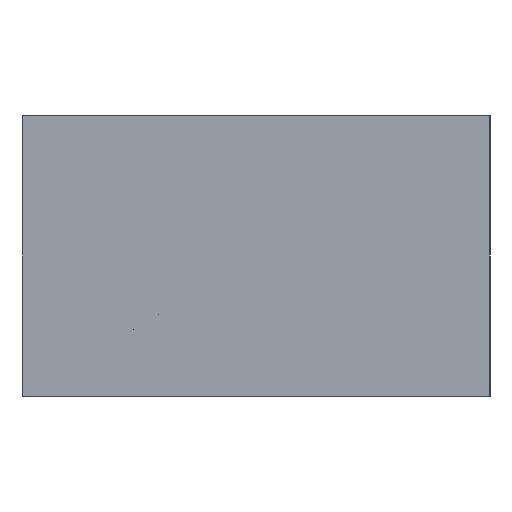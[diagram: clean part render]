
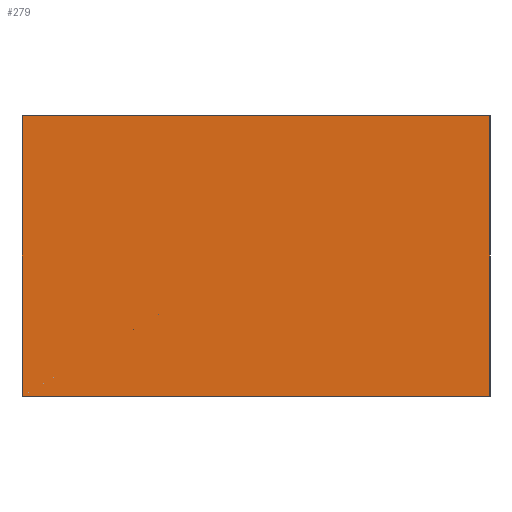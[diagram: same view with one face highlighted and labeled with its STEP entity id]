
A CAD part, left-side view. The second image highlights one B-rep face of the part: STEP entity #279.
In plain terms, the highlighted planar face has unit normal (-1, 0, 0).
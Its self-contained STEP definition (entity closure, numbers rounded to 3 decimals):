
#37=FACE_OUTER_BOUND('',#53,.T.);
#53=EDGE_LOOP('',(#205,#206,#207,#208));
#75=LINE('',#451,#107);
#76=LINE('',#454,#108);
#77=LINE('',#456,#109);
#78=LINE('',#457,#110);
#107=VECTOR('',#367,10.);
#108=VECTOR('',#370,10.);
#109=VECTOR('',#371,10.);
#110=VECTOR('',#372,10.);
#137=VERTEX_POINT('',#447);
#138=VERTEX_POINT('',#449);
#139=VERTEX_POINT('',#453);
#140=VERTEX_POINT('',#455);
#165=EDGE_CURVE('',#137,#138,#75,.T.);
#166=EDGE_CURVE('',#139,#137,#76,.T.);
#167=EDGE_CURVE('',#140,#138,#77,.T.);
#168=EDGE_CURVE('',#139,#140,#78,.T.);
#205=ORIENTED_EDGE('',*,*,#166,.T.);
#206=ORIENTED_EDGE('',*,*,#165,.T.);
#207=ORIENTED_EDGE('',*,*,#167,.F.);
#208=ORIENTED_EDGE('',*,*,#168,.F.);
#264=PLANE('',#324);
#279=ADVANCED_FACE('',(#37),#264,.T.);
#324=AXIS2_PLACEMENT_3D('',#452,#368,#369);
#367=DIRECTION('',(0.,0.,1.));
#368=DIRECTION('center_axis',(-1.,0.,0.));
#369=DIRECTION('ref_axis',(0.,-1.,0.));
#370=DIRECTION('',(0.,-1.,0.));
#371=DIRECTION('',(0.,-1.,0.));
#372=DIRECTION('',(0.,0.,1.));
#447=CARTESIAN_POINT('',(0.,0.,0.));
#449=CARTESIAN_POINT('',(0.,0.,30.));
#451=CARTESIAN_POINT('',(0.,0.,0.));
#452=CARTESIAN_POINT('Origin',(0.,50.,0.));
#453=CARTESIAN_POINT('',(0.,50.,0.));
#454=CARTESIAN_POINT('',(0.,50.,0.));
#455=CARTESIAN_POINT('',(0.,50.,30.));
#456=CARTESIAN_POINT('',(0.,50.,30.));
#457=CARTESIAN_POINT('',(0.,50.,0.));
